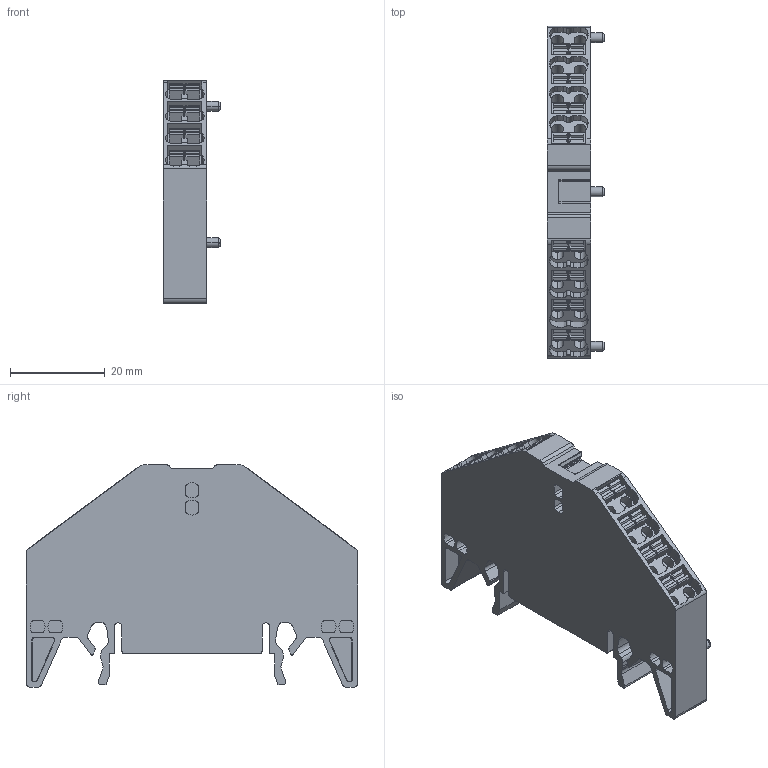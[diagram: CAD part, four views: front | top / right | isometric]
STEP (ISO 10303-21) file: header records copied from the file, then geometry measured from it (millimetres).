
FILE_DESCRIPTION(('CATIA V5 STEP Exchange','CAx-IF Rec.Pracs.--- Model Styling and Organization---1.4--- 2014-01-23'),'2;1');
FILE_NAME ('008318-3_1', '2023-06-20T09:26:10+00:00', ('none'), ('Weidmueller'), 'CATIA Version 5-6 Release 2016 SP3 HF44', 'CATIA V5 STEP AP214', 'none');
FILE_SCHEMA(('AUTOMOTIVE_DESIGN { 1 0 10303 214 1 1 1 1 }'));
Length unit declared in the file: millimetre
Products named in the file (1): 1173890000
Bounding box: 12.2 x 70 x 47 mm (x, y, z)
Volume: 18637.6 mm3; surface area: 10679.9 mm2
Topology: 17 solids, 19 shells, 952 faces, 2666 edges, 1793 vertices
Faces by surface type: plane 533, cylinder 272, cone 130, extrusion 9, bspline 8
Entity records: 33083 total; most frequent: CARTESIAN_POINT 8837, ORIENTED_EDGE 5332, DIRECTION 3886, EDGE_CURVE 2666, VECTOR 1795, VERTEX_POINT 1793, LINE 1786, AXIS2_PLACEMENT_3D 1244
